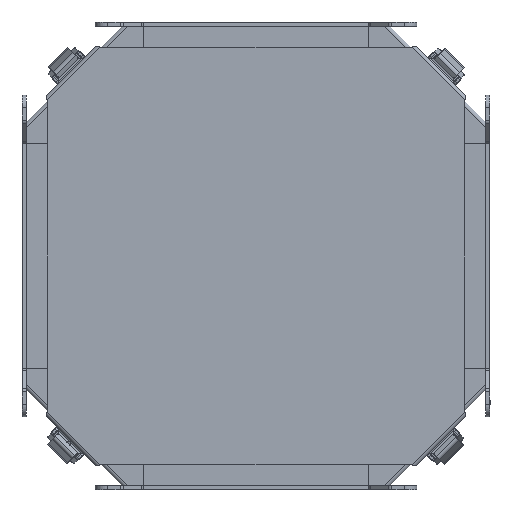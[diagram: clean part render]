
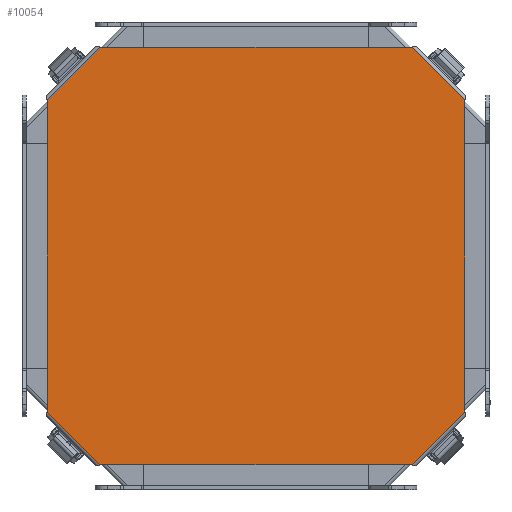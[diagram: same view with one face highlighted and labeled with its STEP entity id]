
A CAD part, front view. The second image highlights one B-rep face of the part: STEP entity #10054.
In plain terms, the highlighted planar face has unit normal (0, -1, 0).
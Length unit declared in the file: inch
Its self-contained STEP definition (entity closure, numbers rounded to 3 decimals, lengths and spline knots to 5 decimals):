
#386 = AXIS2_PLACEMENT_3D ( 'NONE', #1568, #7463, #1710 ) ;
#653 = VECTOR ( 'NONE', #17660, 39.37008 ) ;
#994 = LINE ( 'NONE', #25557, #11404 ) ;
#1568 = CARTESIAN_POINT ( 'NONE',  ( -6.248, -4.222, -6.248 ) ) ;
#1677 = CARTESIAN_POINT ( 'NONE',  ( 6.248, -4.222, -6.248 ) ) ;
#1710 = DIRECTION ( 'NONE',  ( 1., 0., 0. ) ) ;
#2183 = CARTESIAN_POINT ( 'NONE',  ( -6.248, -4.222, -4.66776 ) ) ;
#2331 = ORIENTED_EDGE ( 'NONE', *, *, #15003, .T. ) ;
#2513 = DIRECTION ( 'NONE',  ( -0.707, 0., -0.707 ) ) ;
#2772 = VERTEX_POINT ( 'NONE', #25998 ) ;
#4079 = VECTOR ( 'NONE', #4323, 39.37008 ) ;
#4195 = CARTESIAN_POINT ( 'NONE',  ( -6.248, -4.222, -6.248 ) ) ;
#4323 = DIRECTION ( 'NONE',  ( -1., 0., 0. ) ) ;
#4479 = ORIENTED_EDGE ( 'NONE', *, *, #22622, .T. ) ;
#5018 = VECTOR ( 'NONE', #10877, 39.37008 ) ;
#5200 = CARTESIAN_POINT ( 'NONE',  ( 4.66776, -4.222, -6.248 ) ) ;
#5725 = LINE ( 'NONE', #18277, #24639 ) ;
#5844 = ORIENTED_EDGE ( 'NONE', *, *, #20478, .T. ) ;
#6364 = CARTESIAN_POINT ( 'NONE',  ( -6.248, -4.222, -4.66776 ) ) ;
#6554 = VERTEX_POINT ( 'NONE', #26049 ) ;
#6879 = LINE ( 'NONE', #20055, #653 ) ;
#7148 = EDGE_CURVE ( 'NONE', #13081, #2772, #12520, .T. ) ;
#7463 = DIRECTION ( 'NONE',  ( 0., -1., 0. ) ) ;
#7641 = ORIENTED_EDGE ( 'NONE', *, *, #21689, .T. ) ;
#7723 = VECTOR ( 'NONE', #2513, 39.37008 ) ;
#8070 = LINE ( 'NONE', #10331, #4079 ) ;
#9144 = DIRECTION ( 'NONE',  ( -0.707, 0., 0.707 ) ) ;
#9159 = VERTEX_POINT ( 'NONE', #5200 ) ;
#9840 = CARTESIAN_POINT ( 'NONE',  ( 4.66776, -4.222, 6.248 ) ) ;
#10054 = ADVANCED_FACE ( 'NONE', ( #20128 ), #13597, .T. ) ;
#10137 = CARTESIAN_POINT ( 'NONE',  ( 6.248, -4.222, 4.66776 ) ) ;
#10331 = CARTESIAN_POINT ( 'NONE',  ( -6.248, -4.222, 6.248 ) ) ;
#10877 = DIRECTION ( 'NONE',  ( 0.707, 0., -0.707 ) ) ;
#11404 = VECTOR ( 'NONE', #9144, 39.37008 ) ;
#11823 = LINE ( 'NONE', #1677, #20371 ) ;
#12189 = DIRECTION ( 'NONE',  ( 0., 0., -1. ) ) ;
#12520 = LINE ( 'NONE', #20801, #7723 ) ;
#13081 = VERTEX_POINT ( 'NONE', #20925 ) ;
#13597 = PLANE ( 'NONE',  #386 ) ;
#14686 = EDGE_CURVE ( 'NONE', #18442, #9159, #5725, .T. ) ;
#15003 = EDGE_CURVE ( 'NONE', #17040, #13081, #8070, .T. ) ;
#15237 = ORIENTED_EDGE ( 'NONE', *, *, #25295, .T. ) ;
#15963 = DIRECTION ( 'NONE',  ( 0., 0., 1. ) ) ;
#16182 = VECTOR ( 'NONE', #12189, 39.37008 ) ;
#16207 = CARTESIAN_POINT ( 'NONE',  ( -4.66776, -4.222, -6.248 ) ) ;
#16310 = ORIENTED_EDGE ( 'NONE', *, *, #7148, .T. ) ;
#17040 = VERTEX_POINT ( 'NONE', #9840 ) ;
#17660 = DIRECTION ( 'NONE',  ( 0.707, 0., 0.707 ) ) ;
#18179 = EDGE_CURVE ( 'NONE', #26172, #17040, #994, .T. ) ;
#18277 = CARTESIAN_POINT ( 'NONE',  ( -6.248, -4.222, -6.248 ) ) ;
#18340 = LINE ( 'NONE', #4195, #16182 ) ;
#18442 = VERTEX_POINT ( 'NONE', #16207 ) ;
#19137 = EDGE_LOOP ( 'NONE', ( #23965, #15237, #5844, #19590, #2331, #16310, #4479, #7641 ) ) ;
#19590 = ORIENTED_EDGE ( 'NONE', *, *, #18179, .T. ) ;
#20055 = CARTESIAN_POINT ( 'NONE',  ( 4.66776, -4.222, -6.248 ) ) ;
#20128 = FACE_OUTER_BOUND ( 'NONE', #19137, .T. ) ;
#20371 = VECTOR ( 'NONE', #15963, 39.37008 ) ;
#20478 = EDGE_CURVE ( 'NONE', #6554, #26172, #11823, .T. ) ;
#20801 = CARTESIAN_POINT ( 'NONE',  ( -4.66776, -4.222, 6.248 ) ) ;
#20925 = CARTESIAN_POINT ( 'NONE',  ( -4.66776, -4.222, 6.248 ) ) ;
#21689 = EDGE_CURVE ( 'NONE', #25119, #18442, #24885, .T. ) ;
#22622 = EDGE_CURVE ( 'NONE', #2772, #25119, #18340, .T. ) ;
#23965 = ORIENTED_EDGE ( 'NONE', *, *, #14686, .T. ) ;
#24401 = DIRECTION ( 'NONE',  ( 1., 0., 0. ) ) ;
#24639 = VECTOR ( 'NONE', #24401, 39.37008 ) ;
#24885 = LINE ( 'NONE', #6364, #5018 ) ;
#25119 = VERTEX_POINT ( 'NONE', #2183 ) ;
#25295 = EDGE_CURVE ( 'NONE', #9159, #6554, #6879, .T. ) ;
#25557 = CARTESIAN_POINT ( 'NONE',  ( 6.248, -4.222, 4.66776 ) ) ;
#25998 = CARTESIAN_POINT ( 'NONE',  ( -6.248, -4.222, 4.66776 ) ) ;
#26049 = CARTESIAN_POINT ( 'NONE',  ( 6.248, -4.222, -4.66776 ) ) ;
#26172 = VERTEX_POINT ( 'NONE', #10137 ) ;
